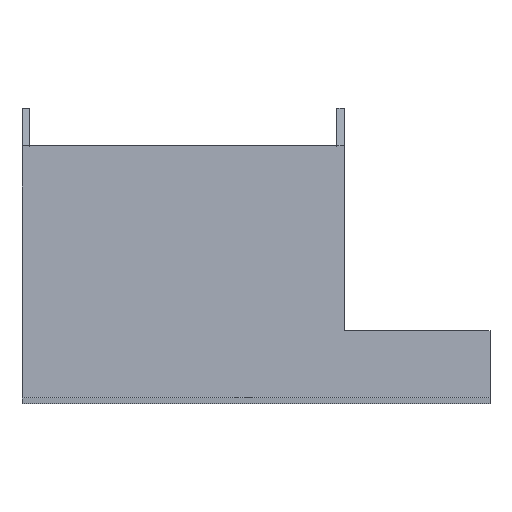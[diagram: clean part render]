
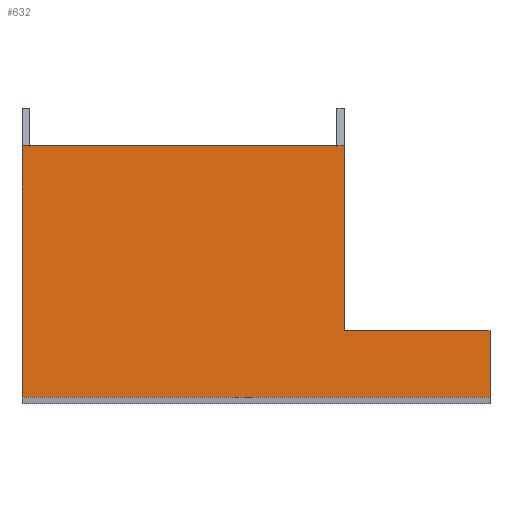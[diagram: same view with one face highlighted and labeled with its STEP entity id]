
A CAD part, left-side view. The second image highlights one B-rep face of the part: STEP entity #632.
In plain terms, the highlighted planar face has unit normal (-0.999, 0, 0.054).
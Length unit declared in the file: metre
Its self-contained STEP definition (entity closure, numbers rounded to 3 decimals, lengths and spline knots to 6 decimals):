
#54=ORIENTED_EDGE('',*,*,#202,.T.);
#55=ORIENTED_EDGE('',*,*,#230,.F.);
#56=ORIENTED_EDGE('',*,*,#231,.T.);
#57=ORIENTED_EDGE('',*,*,#232,.T.);
#58=ORIENTED_EDGE('',*,*,#233,.F.);
#59=ORIENTED_EDGE('',*,*,#234,.T.);
#60=ORIENTED_EDGE('',*,*,#235,.F.);
#61=ORIENTED_EDGE('',*,*,#236,.F.);
#202=EDGE_CURVE('',#294,#293,#353,.T.);
#230=EDGE_CURVE('',#315,#293,#381,.T.);
#231=EDGE_CURVE('',#315,#316,#382,.T.);
#232=EDGE_CURVE('',#316,#317,#383,.T.);
#233=EDGE_CURVE('',#318,#317,#384,.T.);
#234=EDGE_CURVE('',#318,#319,#385,.T.);
#235=EDGE_CURVE('',#320,#319,#386,.T.);
#236=EDGE_CURVE('',#294,#320,#387,.T.);
#293=VERTEX_POINT('',#883);
#294=VERTEX_POINT('',#885);
#315=VERTEX_POINT('',#939);
#316=VERTEX_POINT('',#941);
#317=VERTEX_POINT('',#943);
#318=VERTEX_POINT('',#945);
#319=VERTEX_POINT('',#947);
#320=VERTEX_POINT('',#949);
#353=LINE('',#884,#444);
#381=LINE('',#938,#472);
#382=LINE('',#940,#473);
#383=LINE('',#942,#474);
#384=LINE('',#944,#475);
#385=LINE('',#946,#476);
#386=LINE('',#948,#477);
#387=LINE('',#950,#478);
#444=VECTOR('',#719,1.);
#472=VECTOR('',#757,1.);
#473=VECTOR('',#758,1.);
#474=VECTOR('',#759,1.);
#475=VECTOR('',#760,1.);
#476=VECTOR('',#761,1.);
#477=VECTOR('',#762,1.);
#478=VECTOR('',#763,1.);
#533=EDGE_LOOP('',(#54,#55,#56,#57,#58,#59,#60,#61));
#566=FACE_BOUND('',#533,.T.);
#599=PLANE('',#678);
#632=ADVANCED_FACE('',(#566),#599,.F.);
#678=AXIS2_PLACEMENT_3D('',#937,#755,#756);
#719=DIRECTION('',(0.,1.,0.));
#755=DIRECTION('',(0.999,0.,-0.054));
#756=DIRECTION('',(-0.054,0.,-0.999));
#757=DIRECTION('',(-0.054,0.,-0.999));
#758=DIRECTION('',(0.,1.,0.));
#759=DIRECTION('',(0.,1.,0.));
#760=DIRECTION('',(0.,-1.,0.));
#761=DIRECTION('',(-0.054,0.,-0.999));
#762=DIRECTION('',(0.,1.,0.));
#763=DIRECTION('',(-0.054,0.,-0.999));
#883=CARTESIAN_POINT('',(-0.022459,-0.05525,0.037));
#884=CARTESIAN_POINT('',(-0.022459,-0.10525,0.037));
#885=CARTESIAN_POINT('',(-0.022459,-0.10525,0.037));
#937=CARTESIAN_POINT('',(-0.021417,-0.10525,0.056195));
#938=CARTESIAN_POINT('',(-0.021417,-0.05525,0.056195));
#939=CARTESIAN_POINT('',(-0.019018,-0.05525,0.100391));
#940=CARTESIAN_POINT('',(-0.019018,-0.05525,0.100391));
#941=CARTESIAN_POINT('',(-0.019018,-0.05275,0.100391));
#942=CARTESIAN_POINT('',(-0.019018,-0.052252,0.100391));
#943=CARTESIAN_POINT('',(-0.019018,0.05275,0.100391));
#944=CARTESIAN_POINT('',(-0.019018,0.05525,0.100391));
#945=CARTESIAN_POINT('',(-0.019018,0.05525,0.100391));
#946=CARTESIAN_POINT('',(-0.021417,0.05525,0.056195));
#947=CARTESIAN_POINT('',(-0.023697,0.05525,0.01418));
#948=CARTESIAN_POINT('',(-0.023697,-0.10525,0.01418));
#949=CARTESIAN_POINT('',(-0.023697,-0.10525,0.01418));
#950=CARTESIAN_POINT('',(-0.021417,-0.10525,0.056195));
